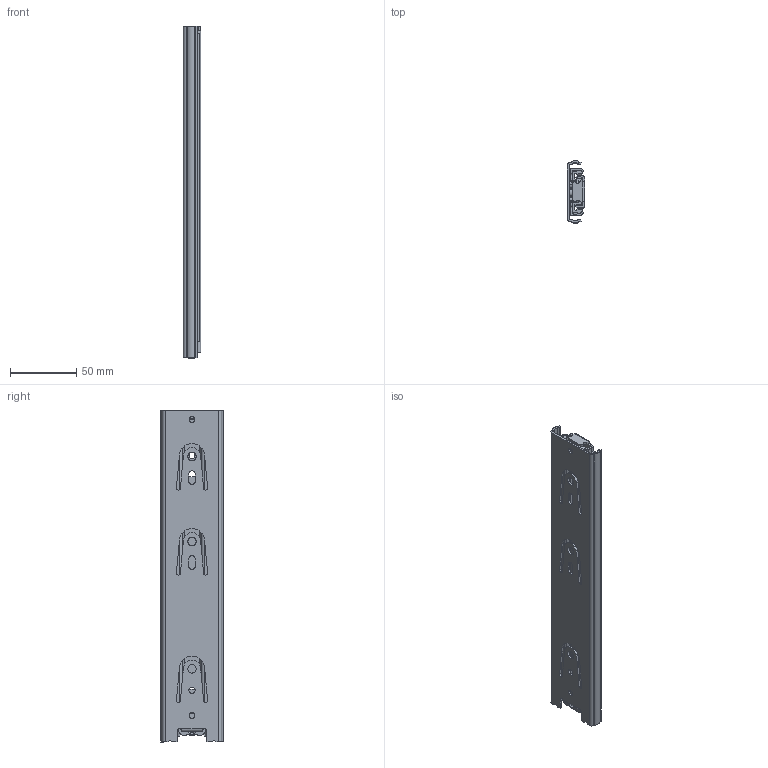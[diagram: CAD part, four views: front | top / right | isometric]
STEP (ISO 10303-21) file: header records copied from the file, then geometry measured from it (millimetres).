
FILE_DESCRIPTION (( 'STEP AP214' ), '1' );
FILE_NAME ('5047.250-GA.T000 closed.STEP', '2022-05-11T05:37:03', ( '' ), ( '' ), 'SwSTEP 2.0', 'SolidWorks 2020', '' );
FILE_SCHEMA (( 'AUTOMOTIVE_DESIGN' ));
Length unit declared in the file: millimetre
Products named in the file (10): 5047.XXX-02.T000_NL  250; 5047.XXX-03.T000_NL  250; 5047.XXX-03.AS; 5047.250-GA.T000 closed; 5047.XXX-01.AG; 5047.XXX-01.T000_NL  250; 5047.XXX-02.AR
Assembly tree (9 placements, depth 3):
  5047.250-GA.T000 closed
    5047.XXX-01.T000_NL  250
      5047.XXX-01.T000_NL  250
      5047.XXX-01.AG
    5047.XXX-02.T000_NL  250
      5047.XXX-02.T000_NL  250
      5047.XXX-02.AR
    5047.XXX-03.T000_NL  250
      5047.XXX-03.T000_NL  250
      5047.XXX-03.AS
Bounding box: 13 x 46.98 x 250 mm (x, y, z)
Volume: 54439 mm3; surface area: 76727.9 mm2
Topology: 6 solids, 6 shells, 575 faces, 1568 edges, 1006 vertices
Faces by surface type: cylinder 311, plane 228, bspline 30, cone 6
Entity records: 20018 total; most frequent: CARTESIAN_POINT 5069, ORIENTED_EDGE 3134, DIRECTION 3041, EDGE_CURVE 1567, AXIS2_PLACEMENT_3D 1099, VERTEX_POINT 1006, VECTOR 843, LINE 843
